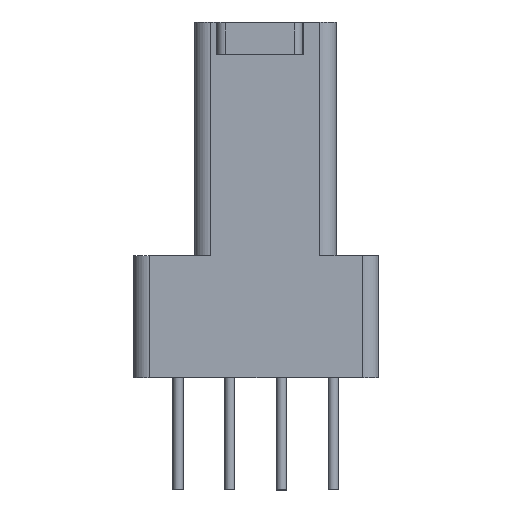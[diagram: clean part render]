
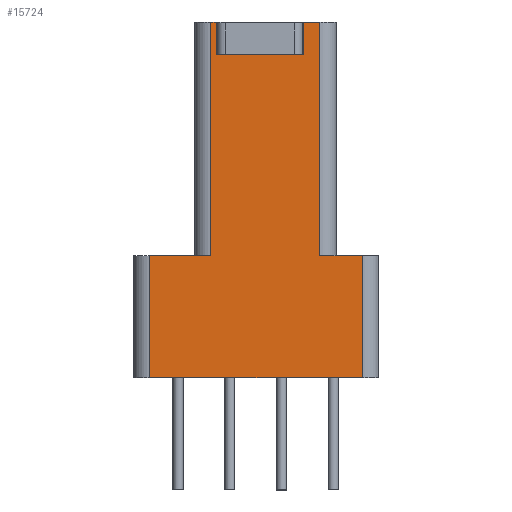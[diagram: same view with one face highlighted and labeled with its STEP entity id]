
A CAD part, left-side view. The second image highlights one B-rep face of the part: STEP entity #15724.
In plain terms, the highlighted planar face has unit normal (-1, 0, 0).
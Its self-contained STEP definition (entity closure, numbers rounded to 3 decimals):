
#433 = ORIENTED_EDGE ( 'NONE', *, *, #40344, .F. ) ;
#733 = ORIENTED_EDGE ( 'NONE', *, *, #30802, .T. ) ;
#932 = DIRECTION ( 'NONE',  ( 0., 0., -1. ) ) ;
#1208 = ORIENTED_EDGE ( 'NONE', *, *, #25921, .T. ) ;
#1232 = CARTESIAN_POINT ( 'NONE',  ( -8.305, 2.84, -5.74 ) ) ;
#1569 = VERTEX_POINT ( 'NONE', #18208 ) ;
#1885 = EDGE_CURVE ( 'NONE', #10862, #1569, #43174, .T. ) ;
#2324 = DIRECTION ( 'NONE',  ( 0., -1., 0. ) ) ;
#3017 = CARTESIAN_POINT ( 'NONE',  ( -8.305, 1.74, 0. ) ) ;
#3168 = VECTOR ( 'NONE', #32744, 1000. ) ;
#3449 = CARTESIAN_POINT ( 'NONE',  ( -8.305, -1.34, 0. ) ) ;
#4027 = CARTESIAN_POINT ( 'NONE',  ( -8.305, 1.34, 0. ) ) ;
#4127 = DIRECTION ( 'NONE',  ( 0., 0., 1. ) ) ;
#5174 = VECTOR ( 'NONE', #41469, 1000. ) ;
#6558 = CARTESIAN_POINT ( 'NONE',  ( -8.305, -0.93, 0. ) ) ;
#7152 = LINE ( 'NONE', #32901, #39099 ) ;
#7847 = VECTOR ( 'NONE', #8499, 1000. ) ;
#8499 = DIRECTION ( 'NONE',  ( 0., 1., 0. ) ) ;
#9008 = VERTEX_POINT ( 'NONE', #6558 ) ;
#9349 = VECTOR ( 'NONE', #12527, 1000. ) ;
#9486 = DIRECTION ( 'NONE',  ( 1., 0., 0. ) ) ;
#9993 = VECTOR ( 'NONE', #16766, 1000. ) ;
#10862 = VERTEX_POINT ( 'NONE', #4027 ) ;
#11035 = EDGE_CURVE ( 'NONE', #22087, #31610, #24908, .T. ) ;
#12527 = DIRECTION ( 'NONE',  ( 0., 1., 0. ) ) ;
#13853 = CARTESIAN_POINT ( 'NONE',  ( -8.305, 2.84, -5.74 ) ) ;
#14057 = DIRECTION ( 'NONE',  ( 0., 0., 1. ) ) ;
#14336 = ORIENTED_EDGE ( 'NONE', *, *, #21246, .T. ) ;
#15307 = VERTEX_POINT ( 'NONE', #19484 ) ;
#15351 = CARTESIAN_POINT ( 'NONE',  ( -8.305, 1.34, -5.74 ) ) ;
#15600 = ORIENTED_EDGE ( 'NONE', *, *, #30704, .T. ) ;
#15709 = CARTESIAN_POINT ( 'NONE',  ( -8.305, 2.84, -8.74 ) ) ;
#15724 = ADVANCED_FACE ( 'NONE', ( #27763 ), #42421, .F. ) ;
#15893 = ORIENTED_EDGE ( 'NONE', *, *, #32162, .F. ) ;
#16137 = CARTESIAN_POINT ( 'NONE',  ( -8.305, -1.34, 0. ) ) ;
#16177 = LINE ( 'NONE', #15709, #7847 ) ;
#16766 = DIRECTION ( 'NONE',  ( 0., 0., 1. ) ) ;
#17269 = DIRECTION ( 'NONE',  ( 0., -1., 0. ) ) ;
#18058 = CARTESIAN_POINT ( 'NONE',  ( -8.305, 1.74, 0. ) ) ;
#18117 = DIRECTION ( 'NONE',  ( 0., 0., 1. ) ) ;
#18208 = CARTESIAN_POINT ( 'NONE',  ( -8.305, 1.21, 0. ) ) ;
#18302 = EDGE_CURVE ( 'NONE', #38461, #26424, #40010, .T. ) ;
#18875 = CARTESIAN_POINT ( 'NONE',  ( -8.305, -2.38, -8.74 ) ) ;
#19455 = CARTESIAN_POINT ( 'NONE',  ( -8.305, -1.34, -5.74 ) ) ;
#19484 = CARTESIAN_POINT ( 'NONE',  ( -8.305, -2.38, -5.74 ) ) ;
#20418 = ORIENTED_EDGE ( 'NONE', *, *, #30642, .F. ) ;
#20867 = VECTOR ( 'NONE', #2324, 1000. ) ;
#21246 = EDGE_CURVE ( 'NONE', #10862, #22087, #44601, .T. ) ;
#22087 = VERTEX_POINT ( 'NONE', #15351 ) ;
#22395 = VERTEX_POINT ( 'NONE', #18875 ) ;
#23967 = CARTESIAN_POINT ( 'NONE',  ( -8.305, 2.84, -8.74 ) ) ;
#23998 = LINE ( 'NONE', #46351, #9993 ) ;
#24053 = LINE ( 'NONE', #1232, #9349 ) ;
#24363 = VECTOR ( 'NONE', #42696, 1000. ) ;
#24908 = LINE ( 'NONE', #13853, #24363 ) ;
#24919 = CARTESIAN_POINT ( 'NONE',  ( -8.305, 2.84, -5.74 ) ) ;
#25921 = EDGE_CURVE ( 'NONE', #33760, #1569, #23998, .T. ) ;
#26424 = VERTEX_POINT ( 'NONE', #16137 ) ;
#27208 = CARTESIAN_POINT ( 'NONE',  ( -8.305, -0.93, -0.8 ) ) ;
#27763 = FACE_OUTER_BOUND ( 'NONE', #38862, .T. ) ;
#27948 = ORIENTED_EDGE ( 'NONE', *, *, #11035, .T. ) ;
#28431 = LINE ( 'NONE', #18058, #3168 ) ;
#29450 = CARTESIAN_POINT ( 'NONE',  ( -8.305, 2.84, -8.74 ) ) ;
#29626 = DIRECTION ( 'NONE',  ( 0., 0., 1. ) ) ;
#30642 = EDGE_CURVE ( 'NONE', #9008, #26424, #28431, .T. ) ;
#30704 = EDGE_CURVE ( 'NONE', #22395, #15307, #33237, .T. ) ;
#30802 = EDGE_CURVE ( 'NONE', #15307, #38461, #24053, .T. ) ;
#31610 = VERTEX_POINT ( 'NONE', #24919 ) ;
#32162 = EDGE_CURVE ( 'NONE', #22395, #39622, #16177, .T. ) ;
#32353 = VECTOR ( 'NONE', #29626, 1000. ) ;
#32375 = ORIENTED_EDGE ( 'NONE', *, *, #18302, .T. ) ;
#32744 = DIRECTION ( 'NONE',  ( 0., -1., 0. ) ) ;
#32901 = CARTESIAN_POINT ( 'NONE',  ( -8.305, 1.21, -0.8 ) ) ;
#33237 = LINE ( 'NONE', #37804, #32353 ) ;
#33760 = VERTEX_POINT ( 'NONE', #37080 ) ;
#34468 = ORIENTED_EDGE ( 'NONE', *, *, #1885, .F. ) ;
#35460 = CARTESIAN_POINT ( 'NONE',  ( -8.305, 1.74, 0. ) ) ;
#37080 = CARTESIAN_POINT ( 'NONE',  ( -8.305, 1.21, -0.8 ) ) ;
#37370 = EDGE_CURVE ( 'NONE', #45432, #9008, #38037, .T. ) ;
#37804 = CARTESIAN_POINT ( 'NONE',  ( -8.305, -2.38, -8.74 ) ) ;
#38028 = CARTESIAN_POINT ( 'NONE',  ( -8.305, -0.93, -0.8 ) ) ;
#38037 = LINE ( 'NONE', #27208, #40573 ) ;
#38461 = VERTEX_POINT ( 'NONE', #19455 ) ;
#38862 = EDGE_LOOP ( 'NONE', ( #41151, #1208, #34468, #14336, #27948, #433, #15893, #15600, #733, #32375, #20418, #41131 ) ) ;
#39099 = VECTOR ( 'NONE', #17269, 1000. ) ;
#39303 = EDGE_CURVE ( 'NONE', #33760, #45432, #7152, .T. ) ;
#39622 = VERTEX_POINT ( 'NONE', #23967 ) ;
#39632 = VECTOR ( 'NONE', #18117, 1000. ) ;
#40010 = LINE ( 'NONE', #3449, #39632 ) ;
#40344 = EDGE_CURVE ( 'NONE', #39622, #31610, #43374, .T. ) ;
#40573 = VECTOR ( 'NONE', #4127, 1000. ) ;
#41131 = ORIENTED_EDGE ( 'NONE', *, *, #37370, .F. ) ;
#41151 = ORIENTED_EDGE ( 'NONE', *, *, #39303, .F. ) ;
#41469 = DIRECTION ( 'NONE',  ( 0., 0., -1. ) ) ;
#42421 = PLANE ( 'NONE',  #43385 ) ;
#42696 = DIRECTION ( 'NONE',  ( 0., 1., 0. ) ) ;
#43174 = LINE ( 'NONE', #3017, #20867 ) ;
#43374 = LINE ( 'NONE', #29450, #46107 ) ;
#43385 = AXIS2_PLACEMENT_3D ( 'NONE', #35460, #9486, #932 ) ;
#44601 = LINE ( 'NONE', #45066, #5174 ) ;
#45066 = CARTESIAN_POINT ( 'NONE',  ( -8.305, 1.34, 0. ) ) ;
#45432 = VERTEX_POINT ( 'NONE', #38028 ) ;
#46107 = VECTOR ( 'NONE', #14057, 1000. ) ;
#46351 = CARTESIAN_POINT ( 'NONE',  ( -8.305, 1.21, -0.8 ) ) ;
